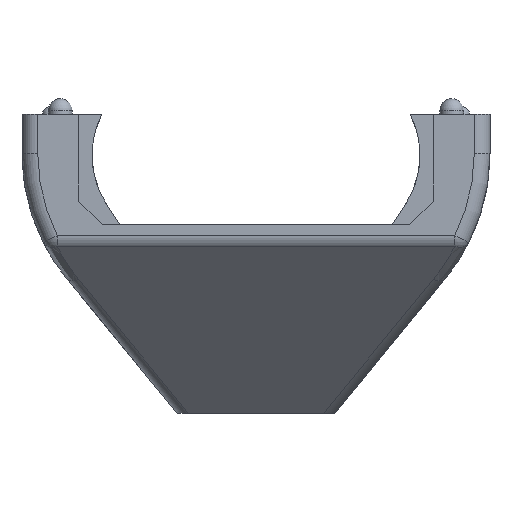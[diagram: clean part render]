
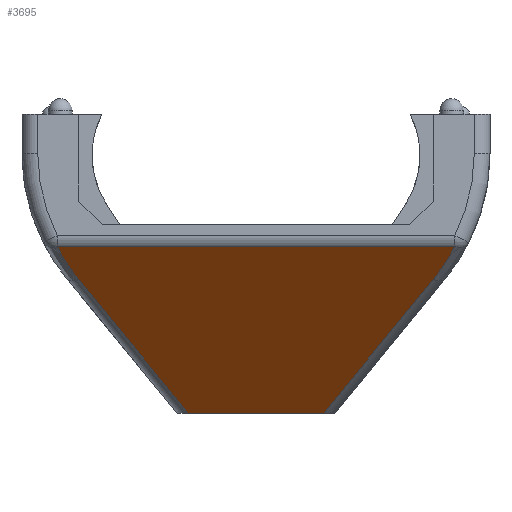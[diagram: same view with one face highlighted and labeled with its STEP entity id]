
A CAD part, front view. The second image highlights one B-rep face of the part: STEP entity #3695.
In plain terms, the highlighted planar face has unit normal (0, -0.707, -0.707).
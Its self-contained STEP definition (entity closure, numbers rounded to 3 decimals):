
#199=PLANE('',#3977);
#249=LINE('',#4951,#588);
#252=LINE('',#4960,#591);
#254=LINE('',#4969,#593);
#421=LINE('',#6711,#760);
#588=VECTOR('',#4041,10.);
#591=VECTOR('',#4050,10.);
#593=VECTOR('',#4058,10.);
#760=VECTOR('',#4435,10.);
#1126=FACE_OUTER_BOUND('',#1340,.T.);
#1340=EDGE_LOOP('',(#3238,#3239,#3240,#3241,#3242,#3243));
#1384=ELLIPSE('',#3755,32.527,23.);
#1387=ELLIPSE('',#3765,32.527,23.);
#1494=VERTEX_POINT('',#4939);
#1497=VERTEX_POINT('',#4944);
#1499=VERTEX_POINT('',#4949);
#1500=VERTEX_POINT('',#4954);
#1503=VERTEX_POINT('',#4962);
#1506=VERTEX_POINT('',#4967);
#1853=EDGE_CURVE('',#1497,#1494,#1384,.T.);
#1855=EDGE_CURVE('',#1499,#1497,#249,.T.);
#1860=EDGE_CURVE('',#1494,#1500,#252,.T.);
#1864=EDGE_CURVE('',#1506,#1503,#254,.T.);
#1866=EDGE_CURVE('',#1500,#1506,#1387,.T.);
#2177=EDGE_CURVE('',#1499,#1503,#421,.T.);
#3238=ORIENTED_EDGE('',*,*,#1855,.F.);
#3239=ORIENTED_EDGE('',*,*,#2177,.T.);
#3240=ORIENTED_EDGE('',*,*,#1864,.F.);
#3241=ORIENTED_EDGE('',*,*,#1866,.F.);
#3242=ORIENTED_EDGE('',*,*,#1860,.F.);
#3243=ORIENTED_EDGE('',*,*,#1853,.F.);
#3695=ADVANCED_FACE('',(#1126),#199,.T.);
#3755=AXIS2_PLACEMENT_3D('',#4946,#4035,#4036);
#3765=AXIS2_PLACEMENT_3D('',#4992,#4061,#4062);
#3977=AXIS2_PLACEMENT_3D('',#7136,#4757,#4758);
#4035=DIRECTION('center_axis',(0.,0.707,0.707));
#4036=DIRECTION('ref_axis',(0.,0.707,-0.707));
#4041=DIRECTION('',(-0.502,-0.612,0.612));
#4050=DIRECTION('',(1.,0.,0.));
#4058=DIRECTION('',(-0.502,0.612,-0.612));
#4061=DIRECTION('center_axis',(0.,0.707,0.707));
#4062=DIRECTION('ref_axis',(0.,0.707,-0.707));
#4435=DIRECTION('',(1.,0.,0.));
#4757=DIRECTION('center_axis',(0.,-0.707,-0.707));
#4758=DIRECTION('ref_axis',(-1.,0.,0.));
#4939=CARTESIAN_POINT('',(-25.22,-70.414,-2.866));
#4944=CARTESIAN_POINT('',(-22.487,-66.222,-7.058));
#4946=CARTESIAN_POINT('Origin',(-4.7,-80.804,7.523));
#4949=CARTESIAN_POINT('',(-8.573,-49.25,-24.031));
#4951=CARTESIAN_POINT('',(-4.085,-43.775,-29.506));
#4954=CARTESIAN_POINT('',(25.22,-70.414,-2.866));
#4960=CARTESIAN_POINT('',(-2.5,-70.414,-2.866));
#4962=CARTESIAN_POINT('',(8.573,-49.25,-24.031));
#4967=CARTESIAN_POINT('',(22.487,-66.222,-7.058));
#4969=CARTESIAN_POINT('',(8.991,-49.76,-23.521));
#4992=CARTESIAN_POINT('Origin',(4.7,-80.804,7.523));
#6711=CARTESIAN_POINT('',(-5.,-49.25,-24.031));
#7136=CARTESIAN_POINT('Origin',(-5.,-60.125,-13.156));
